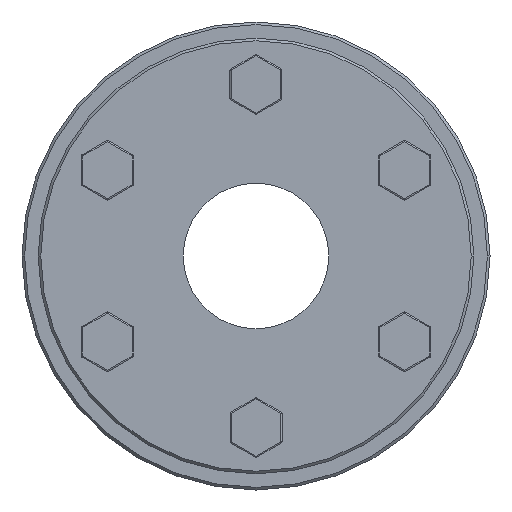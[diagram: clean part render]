
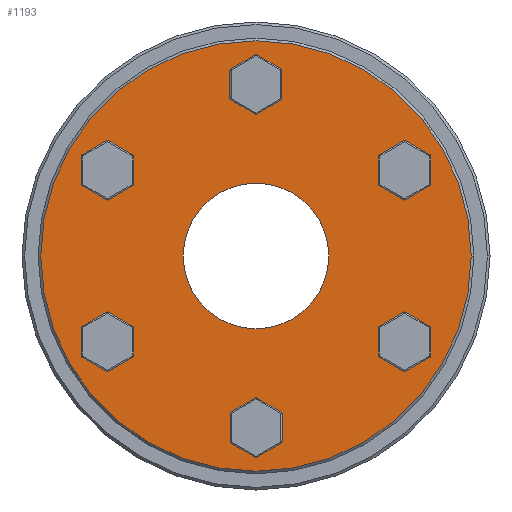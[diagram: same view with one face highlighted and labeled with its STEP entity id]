
A CAD part, left-side view. The second image highlights one B-rep face of the part: STEP entity #1193.
In plain terms, the highlighted planar face has unit normal (-1, 0, 0).
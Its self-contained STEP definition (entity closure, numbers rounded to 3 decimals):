
#21 = EDGE_CURVE ( 'NONE', #5513, #5512, #5802, .T. ) ;
#192 = EDGE_CURVE ( 'NONE', #5490, #5491, #6103, .T. ) ;
#197 = EDGE_CURVE ( 'NONE', #5491, #5490, #6109, .T. ) ;
#204 = EDGE_CURVE ( 'NONE', #5512, #5513, #6115, .T. ) ;
#1193 = ADVANCED_FACE ( 'NONE', ( #9755, #9758 ), #9944, .T. ) ;
#1635 = ORIENTED_EDGE ( 'NONE', *, *, #204, .T. ) ;
#1636 = ORIENTED_EDGE ( 'NONE', *, *, #21, .T. ) ;
#1637 = ORIENTED_EDGE ( 'NONE', *, *, #192, .T. ) ;
#1638 = ORIENTED_EDGE ( 'NONE', *, *, #197, .T. ) ;
#3472 = AXIS2_PLACEMENT_3D ( 'NONE', #4025, #4026, #4027 ) ;
#3626 = AXIS2_PLACEMENT_3D ( 'NONE', #6255, #6257, #6258 ) ;
#3630 = AXIS2_PLACEMENT_3D ( 'NONE', #6244, #6247, #6248 ) ;
#3633 = AXIS2_PLACEMENT_3D ( 'NONE', #6276, #6278, #6279 ) ;
#4025 = CARTESIAN_POINT ( 'NONE',  ( -51., 0., 0. ) ) ;
#4026 = DIRECTION ( 'NONE',  ( -1., 0., 0. ) ) ;
#4027 = DIRECTION ( 'NONE',  ( 0., -1., 0. ) ) ;
#5063 = EDGE_LOOP ( 'NONE', ( #1637, #1638 ) ) ;
#5092 = EDGE_LOOP ( 'NONE', ( #1635, #1636 ) ) ;
#5490 = VERTEX_POINT ( 'NONE', #14809 ) ;
#5491 = VERTEX_POINT ( 'NONE', #14810 ) ;
#5512 = VERTEX_POINT ( 'NONE', #14831 ) ;
#5513 = VERTEX_POINT ( 'NONE', #14832 ) ;
#5802 = CIRCLE ( 'NONE', #3472, 41.386 ) ;
#6103 = CIRCLE ( 'NONE', #3630, 14. ) ;
#6109 = CIRCLE ( 'NONE', #3626, 14. ) ;
#6115 = CIRCLE ( 'NONE', #3633, 41.386 ) ;
#6244 = CARTESIAN_POINT ( 'NONE',  ( -51., 0., 0. ) ) ;
#6247 = DIRECTION ( 'NONE',  ( 1., 0., 0. ) ) ;
#6248 = DIRECTION ( 'NONE',  ( 0., 1., 0. ) ) ;
#6255 = CARTESIAN_POINT ( 'NONE',  ( -51., 0., 0. ) ) ;
#6257 = DIRECTION ( 'NONE',  ( 1., 0., 0. ) ) ;
#6258 = DIRECTION ( 'NONE',  ( 0., 1., 0. ) ) ;
#6276 = CARTESIAN_POINT ( 'NONE',  ( -51., 0., 0. ) ) ;
#6278 = DIRECTION ( 'NONE',  ( -1., 0., 0. ) ) ;
#6279 = DIRECTION ( 'NONE',  ( 0., -1., 0. ) ) ;
#8968 = AXIS2_PLACEMENT_3D ( 'NONE', #9943, #9946, #9947 ) ;
#9755 = FACE_OUTER_BOUND ( 'NONE', #5092, .T. ) ;
#9758 = FACE_BOUND ( 'NONE', #5063, .T. ) ;
#9943 = CARTESIAN_POINT ( 'NONE',  ( -51., 14., 0. ) ) ;
#9944 = PLANE ( 'NONE',  #8968 ) ;
#9946 = DIRECTION ( 'NONE',  ( -1., 0., 0. ) ) ;
#9947 = DIRECTION ( 'NONE',  ( 0., -1., 0. ) ) ;
#14809 = CARTESIAN_POINT ( 'NONE',  ( -51., 14., 0. ) ) ;
#14810 = CARTESIAN_POINT ( 'NONE',  ( -51., -14., 0. ) ) ;
#14831 = CARTESIAN_POINT ( 'NONE',  ( -51., 41.386, 0. ) ) ;
#14832 = CARTESIAN_POINT ( 'NONE',  ( -51., -41.386, 0. ) ) ;
